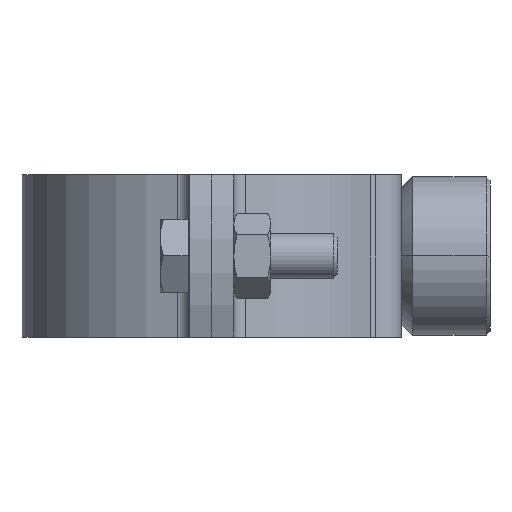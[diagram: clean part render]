
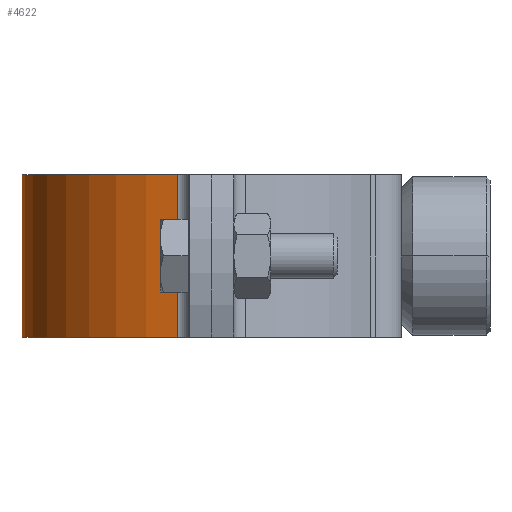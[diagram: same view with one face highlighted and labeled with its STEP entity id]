
A CAD part, left-side view. The second image highlights one B-rep face of the part: STEP entity #4622.
In plain terms, the highlighted cylindrical face has radius 25.75 mm (diameter 51.5 mm), a partial arc.
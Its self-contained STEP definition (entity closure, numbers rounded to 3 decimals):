
#183 = EDGE_CURVE ( 'NONE', #2770, #2905, #323, .T. ) ;
#323 = CIRCLE ( 'NONE', #399, 25.75 ) ;
#399 = AXIS2_PLACEMENT_3D ( 'NONE', #4368, #4378, #1738 ) ;
#520 = EDGE_CURVE ( 'NONE', #1156, #2770, #5923, .T. ) ;
#548 = AXIS2_PLACEMENT_3D ( 'NONE', #4090, #4065, #4073 ) ;
#1073 = EDGE_CURVE ( 'NONE', #2767, #2905, #5165, .T. ) ;
#1156 = VERTEX_POINT ( 'NONE', #5026 ) ;
#1738 = DIRECTION ( 'NONE',  ( 1., 0., 0. ) ) ;
#1910 = VECTOR ( 'NONE', #5917, 1000. ) ;
#2561 = CARTESIAN_POINT ( 'NONE',  ( 25.329, -4.64, -11. ) ) ;
#2767 = VERTEX_POINT ( 'NONE', #2955 ) ;
#2770 = VERTEX_POINT ( 'NONE', #2949 ) ;
#2894 = EDGE_LOOP ( 'NONE', ( #5698, #5745, #5748, #5735 ) ) ;
#2905 = VERTEX_POINT ( 'NONE', #2561 ) ;
#2949 = CARTESIAN_POINT ( 'NONE',  ( -25.329, -4.64, -11. ) ) ;
#2955 = CARTESIAN_POINT ( 'NONE',  ( 25.329, -4.64, 11. ) ) ;
#3265 = VECTOR ( 'NONE', #5158, 1000. ) ;
#3484 = CIRCLE ( 'NONE', #548, 25.75 ) ;
#4065 = DIRECTION ( 'NONE',  ( 0., 0., 1. ) ) ;
#4073 = DIRECTION ( 'NONE',  ( 1., 0., 0. ) ) ;
#4090 = CARTESIAN_POINT ( 'NONE',  ( 0., 0., 11. ) ) ;
#4368 = CARTESIAN_POINT ( 'NONE',  ( 0., 0., -11. ) ) ;
#4378 = DIRECTION ( 'NONE',  ( 0., 0., 1. ) ) ;
#4622 = ADVANCED_FACE ( 'NONE', ( #5545 ), #5567, .T. ) ;
#5026 = CARTESIAN_POINT ( 'NONE',  ( -25.329, -4.64, 11. ) ) ;
#5158 = DIRECTION ( 'NONE',  ( 0., 0., -1. ) ) ;
#5164 = CARTESIAN_POINT ( 'NONE',  ( 25.329, -4.64, 11. ) ) ;
#5165 = LINE ( 'NONE', #5164, #3265 ) ;
#5490 = DIRECTION ( 'NONE',  ( -1., 0., 0. ) ) ;
#5515 = CARTESIAN_POINT ( 'NONE',  ( 0., 0., 11. ) ) ;
#5523 = DIRECTION ( 'NONE',  ( 0., 0., -1. ) ) ;
#5545 = FACE_OUTER_BOUND ( 'NONE', #2894, .T. ) ;
#5567 = CYLINDRICAL_SURFACE ( 'NONE', #6047, 25.75 ) ;
#5614 = EDGE_CURVE ( 'NONE', #1156, #2767, #3484, .T. ) ;
#5698 = ORIENTED_EDGE ( 'NONE', *, *, #183, .T. ) ;
#5735 = ORIENTED_EDGE ( 'NONE', *, *, #520, .T. ) ;
#5745 = ORIENTED_EDGE ( 'NONE', *, *, #1073, .F. ) ;
#5748 = ORIENTED_EDGE ( 'NONE', *, *, #5614, .F. ) ;
#5917 = DIRECTION ( 'NONE',  ( 0., 0., -1. ) ) ;
#5922 = CARTESIAN_POINT ( 'NONE',  ( -25.329, -4.64, 11. ) ) ;
#5923 = LINE ( 'NONE', #5922, #1910 ) ;
#6047 = AXIS2_PLACEMENT_3D ( 'NONE', #5515, #5523, #5490 ) ;
